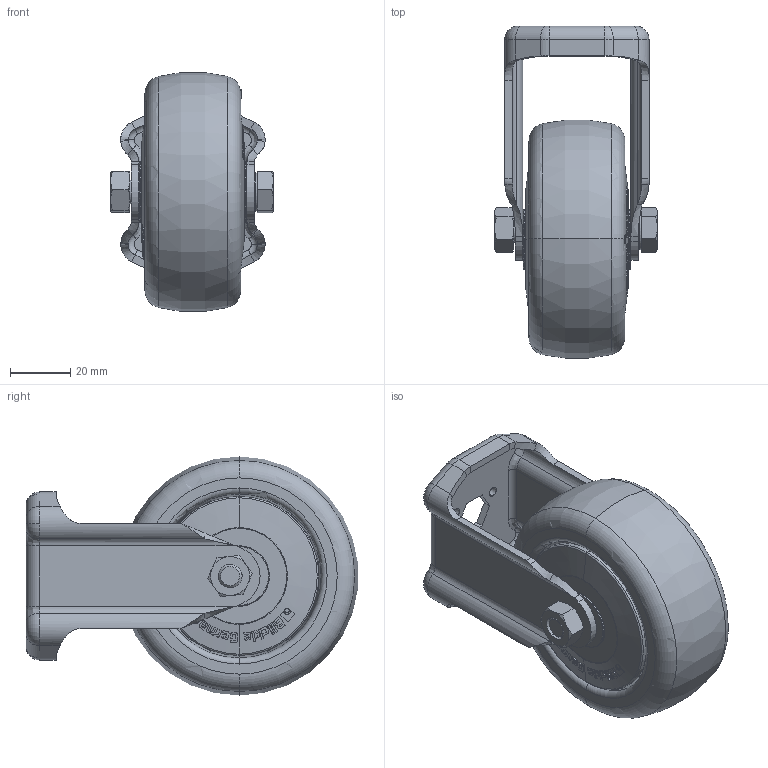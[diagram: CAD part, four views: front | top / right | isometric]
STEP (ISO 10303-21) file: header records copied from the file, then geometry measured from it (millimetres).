
FILE_DESCRIPTION (( 'STEP AP214' ), '1' );
FILE_NAME ('Accessories for aluminium profiles098F080UNESD.step', '2016-10-19T17:29:27', ( '' ), ( '' ), 'SwSTEP 2.0', 'SolidWorks 2016', '' );
FILE_SCHEMA (( 'AUTOMOTIVE_DESIGN' ));
Length unit declared in the file: millimetre
Products named in the file (5): 098FR.u.Tab_098F080; 4DIN934M08M; 4DIN931M08048MS01; Accessories for aluminium profiles098F080UNESD; PATH_80_8K-ELS-FK-845659_214_selction no pls
Assembly tree (4 placements, depth 2):
  Accessories for aluminium profiles098F080UNESD
    4DIN931M08048MS01
    4DIN934M08M
    098FR.u.Tab_098F080
    PATH_80_8K-ELS-FK-845659_214_selction no pls
Bounding box: 54.2 x 110.61 x 79.66 mm (x, y, z)
Volume: 145288.5 mm3; surface area: 55299.9 mm2
Topology: 4 solids, 14 shells, 1521 faces, 4248 edges, 2782 vertices
Faces by surface type: plane 677, bspline 522, cone 157, cylinder 96, torus 69
Entity records: 105466 total; most frequent: CARTESIAN_POINT 55149, ORIENTED_EDGE 8496, DIRECTION 4710, EDGE_CURVE 4248, VERTEX_POINT 2782, B_SPLINE_CURVE_WITH_KNOTS 2042, VECTOR 1710, LINE 1710
